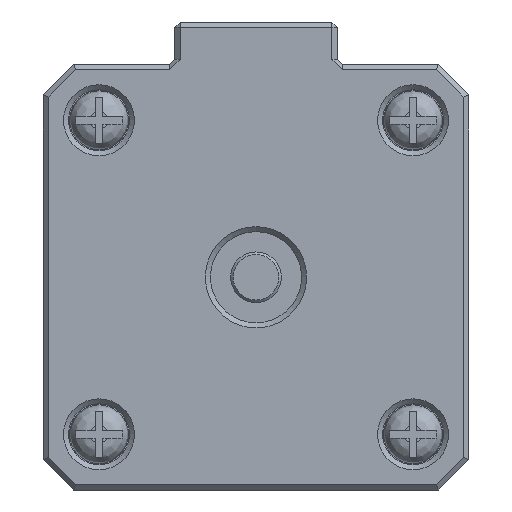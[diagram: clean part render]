
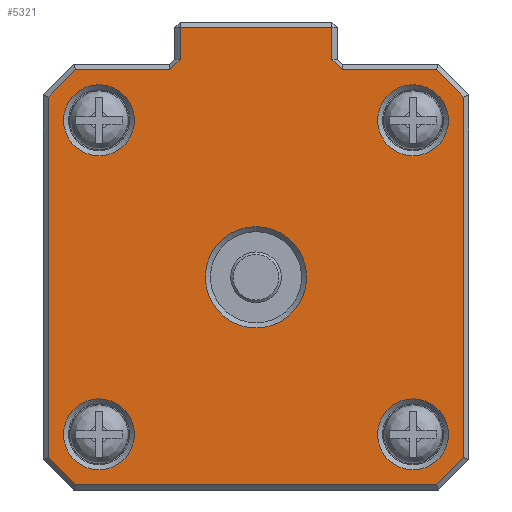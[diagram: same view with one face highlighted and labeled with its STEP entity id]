
A CAD part, front view. The second image highlights one B-rep face of the part: STEP entity #5321.
In plain terms, the highlighted planar face has unit normal (0, -1, 0).
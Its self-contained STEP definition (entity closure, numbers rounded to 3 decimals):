
#325=FACE_BOUND('',#1038,.T.);
#326=FACE_BOUND('',#1039,.T.);
#327=FACE_BOUND('',#1040,.T.);
#328=FACE_BOUND('',#1041,.T.);
#329=FACE_BOUND('',#1042,.T.);
#442=CIRCLE('',#5958,5.);
#443=CIRCLE('',#5959,3.5);
#444=CIRCLE('',#5960,3.5);
#445=CIRCLE('',#5961,3.5);
#446=CIRCLE('',#5962,3.5);
#687=FACE_OUTER_BOUND('',#1037,.T.);
#1037=EDGE_LOOP('',(#4096,#4097,#4098,#4099,#4100,#4101,#4102,#4103,#4104,
#4105,#4106,#4107,#4108,#4109));
#1038=EDGE_LOOP('',(#4110));
#1039=EDGE_LOOP('',(#4111));
#1040=EDGE_LOOP('',(#4112));
#1041=EDGE_LOOP('',(#4113));
#1042=EDGE_LOOP('',(#4114));
#1475=LINE('',#8518,#1979);
#1476=LINE('',#8520,#1980);
#1477=LINE('',#8522,#1981);
#1478=LINE('',#8524,#1982);
#1479=LINE('',#8526,#1983);
#1480=LINE('',#8528,#1984);
#1481=LINE('',#8530,#1985);
#1482=LINE('',#8532,#1986);
#1483=LINE('',#8534,#1987);
#1484=LINE('',#8536,#1988);
#1485=LINE('',#8538,#1989);
#1486=LINE('',#8540,#1990);
#1487=LINE('',#8542,#1991);
#1488=LINE('',#8543,#1992);
#1979=VECTOR('',#6986,3.828);
#1980=VECTOR('',#6987,35.586);
#1981=VECTOR('',#6988,3.828);
#1982=VECTOR('',#6989,35.586);
#1983=VECTOR('',#6990,3.828);
#1984=VECTOR('',#6991,35.586);
#1985=VECTOR('',#6992,3.828);
#1986=VECTOR('',#6993,9.293);
#1987=VECTOR('',#6994,0.707);
#1988=VECTOR('',#6995,3.2);
#1989=VECTOR('',#6996,15.);
#1990=VECTOR('',#6997,3.2);
#1991=VECTOR('',#6998,0.707);
#1992=VECTOR('',#6999,9.293);
#2443=VERTEX_POINT('',#8516);
#2444=VERTEX_POINT('',#8517);
#2445=VERTEX_POINT('',#8519);
#2446=VERTEX_POINT('',#8521);
#2447=VERTEX_POINT('',#8523);
#2448=VERTEX_POINT('',#8525);
#2449=VERTEX_POINT('',#8527);
#2450=VERTEX_POINT('',#8529);
#2451=VERTEX_POINT('',#8531);
#2452=VERTEX_POINT('',#8533);
#2453=VERTEX_POINT('',#8535);
#2454=VERTEX_POINT('',#8537);
#2455=VERTEX_POINT('',#8539);
#2456=VERTEX_POINT('',#8541);
#2457=VERTEX_POINT('',#8544);
#2458=VERTEX_POINT('',#8546);
#2459=VERTEX_POINT('',#8548);
#2460=VERTEX_POINT('',#8550);
#2461=VERTEX_POINT('',#8552);
#3033=EDGE_CURVE('',#2443,#2444,#1475,.T.);
#3034=EDGE_CURVE('',#2444,#2445,#1476,.T.);
#3035=EDGE_CURVE('',#2445,#2446,#1477,.T.);
#3036=EDGE_CURVE('',#2446,#2447,#1478,.T.);
#3037=EDGE_CURVE('',#2447,#2448,#1479,.T.);
#3038=EDGE_CURVE('',#2448,#2449,#1480,.T.);
#3039=EDGE_CURVE('',#2449,#2450,#1481,.T.);
#3040=EDGE_CURVE('',#2450,#2451,#1482,.T.);
#3041=EDGE_CURVE('',#2452,#2451,#1483,.T.);
#3042=EDGE_CURVE('',#2452,#2453,#1484,.T.);
#3043=EDGE_CURVE('',#2453,#2454,#1485,.T.);
#3044=EDGE_CURVE('',#2454,#2455,#1486,.T.);
#3045=EDGE_CURVE('',#2456,#2455,#1487,.T.);
#3046=EDGE_CURVE('',#2456,#2443,#1488,.T.);
#3047=EDGE_CURVE('',#2457,#2457,#442,.F.);
#3048=EDGE_CURVE('',#2458,#2458,#443,.F.);
#3049=EDGE_CURVE('',#2459,#2459,#444,.F.);
#3050=EDGE_CURVE('',#2460,#2460,#445,.F.);
#3051=EDGE_CURVE('',#2461,#2461,#446,.F.);
#4096=ORIENTED_EDGE('',*,*,#3033,.T.);
#4097=ORIENTED_EDGE('',*,*,#3034,.T.);
#4098=ORIENTED_EDGE('',*,*,#3035,.T.);
#4099=ORIENTED_EDGE('',*,*,#3036,.T.);
#4100=ORIENTED_EDGE('',*,*,#3037,.T.);
#4101=ORIENTED_EDGE('',*,*,#3038,.T.);
#4102=ORIENTED_EDGE('',*,*,#3039,.T.);
#4103=ORIENTED_EDGE('',*,*,#3040,.T.);
#4104=ORIENTED_EDGE('',*,*,#3041,.F.);
#4105=ORIENTED_EDGE('',*,*,#3042,.T.);
#4106=ORIENTED_EDGE('',*,*,#3043,.T.);
#4107=ORIENTED_EDGE('',*,*,#3044,.T.);
#4108=ORIENTED_EDGE('',*,*,#3045,.F.);
#4109=ORIENTED_EDGE('',*,*,#3046,.T.);
#4110=ORIENTED_EDGE('',*,*,#3047,.T.);
#4111=ORIENTED_EDGE('',*,*,#3048,.T.);
#4112=ORIENTED_EDGE('',*,*,#3049,.T.);
#4113=ORIENTED_EDGE('',*,*,#3050,.T.);
#4114=ORIENTED_EDGE('',*,*,#3051,.T.);
#5032=PLANE('',#5957);
#5321=ADVANCED_FACE('',(#687,#325,#326,#327,#328,#329),#5032,.T.);
#5957=AXIS2_PLACEMENT_3D('',#8515,#6984,#6985);
#5958=AXIS2_PLACEMENT_3D('',#8545,#7000,#7001);
#5959=AXIS2_PLACEMENT_3D('',#8547,#7002,#7003);
#5960=AXIS2_PLACEMENT_3D('',#8549,#7004,#7005);
#5961=AXIS2_PLACEMENT_3D('',#8551,#7006,#7007);
#5962=AXIS2_PLACEMENT_3D('',#8553,#7008,#7009);
#6984=DIRECTION('center_axis',(0.,-1.,0.));
#6985=DIRECTION('ref_axis',(0.,0.,-1.));
#6986=DIRECTION('',(-0.707,0.,-0.707));
#6987=DIRECTION('',(0.,0.,-1.));
#6988=DIRECTION('',(0.707,0.,-0.707));
#6989=DIRECTION('',(1.,0.,0.));
#6990=DIRECTION('',(0.707,0.,0.707));
#6991=DIRECTION('',(0.,0.,1.));
#6992=DIRECTION('',(-0.707,0.,0.707));
#6993=DIRECTION('',(-1.,0.,0.));
#6994=DIRECTION('',(0.707,0.,-0.707));
#6995=DIRECTION('',(0.,0.,1.));
#6996=DIRECTION('',(-1.,0.,0.));
#6997=DIRECTION('',(0.,0.,-1.));
#6998=DIRECTION('',(0.707,0.,0.707));
#6999=DIRECTION('',(-1.,0.,0.));
#7000=DIRECTION('center_axis',(0.,-1.,0.));
#7001=DIRECTION('ref_axis',(0.,0.,-1.));
#7002=DIRECTION('center_axis',(0.,-1.,0.));
#7003=DIRECTION('ref_axis',(0.,0.,-1.));
#7004=DIRECTION('center_axis',(0.,-1.,0.));
#7005=DIRECTION('ref_axis',(0.,0.,-1.));
#7006=DIRECTION('center_axis',(0.,-1.,0.));
#7007=DIRECTION('ref_axis',(0.,0.,-1.));
#7008=DIRECTION('center_axis',(0.,-1.,0.));
#7009=DIRECTION('ref_axis',(0.,0.,-1.));
#8515=CARTESIAN_POINT('Origin',(21.,0.,-21.));
#8516=CARTESIAN_POINT('',(-17.793,0.,20.5));
#8517=CARTESIAN_POINT('',(-20.5,0.,17.793));
#8518=CARTESIAN_POINT('',(-17.793,0.,20.5));
#8519=CARTESIAN_POINT('',(-20.5,0.,-17.793));
#8520=CARTESIAN_POINT('',(-20.5,0.,17.793));
#8521=CARTESIAN_POINT('',(-17.793,0.,-20.5));
#8522=CARTESIAN_POINT('',(-20.5,0.,-17.793));
#8523=CARTESIAN_POINT('',(17.793,0.,-20.5));
#8524=CARTESIAN_POINT('',(-17.793,0.,-20.5));
#8525=CARTESIAN_POINT('',(20.5,0.,-17.793));
#8526=CARTESIAN_POINT('',(17.793,0.,-20.5));
#8527=CARTESIAN_POINT('',(20.5,0.,17.793));
#8528=CARTESIAN_POINT('',(20.5,0.,-17.793));
#8529=CARTESIAN_POINT('',(17.793,0.,20.5));
#8530=CARTESIAN_POINT('',(20.5,0.,17.793));
#8531=CARTESIAN_POINT('',(8.5,0.,20.5));
#8532=CARTESIAN_POINT('',(17.793,0.,20.5));
#8533=CARTESIAN_POINT('',(7.5,0.,21.5));
#8534=CARTESIAN_POINT('',(8.,0.,21.));
#8535=CARTESIAN_POINT('',(7.5,0.,24.7));
#8536=CARTESIAN_POINT('',(7.5,0.,21.5));
#8537=CARTESIAN_POINT('',(-7.5,0.,24.7));
#8538=CARTESIAN_POINT('',(7.5,0.,24.7));
#8539=CARTESIAN_POINT('',(-7.5,0.,21.5));
#8540=CARTESIAN_POINT('',(-7.5,0.,24.7));
#8541=CARTESIAN_POINT('',(-8.5,0.,20.5));
#8542=CARTESIAN_POINT('',(-8.,0.,21.));
#8543=CARTESIAN_POINT('',(-8.5,0.,20.5));
#8544=CARTESIAN_POINT('',(0.,0.,5.));
#8545=CARTESIAN_POINT('Origin',(0.,0.,0.));
#8546=CARTESIAN_POINT('',(-15.5,0.,19.));
#8547=CARTESIAN_POINT('Origin',(-15.5,0.,15.5));
#8548=CARTESIAN_POINT('',(15.5,0.,19.));
#8549=CARTESIAN_POINT('Origin',(15.5,0.,15.5));
#8550=CARTESIAN_POINT('',(15.5,0.,-12.));
#8551=CARTESIAN_POINT('Origin',(15.5,0.,-15.5));
#8552=CARTESIAN_POINT('',(-15.5,0.,-12.));
#8553=CARTESIAN_POINT('Origin',(-15.5,0.,-15.5));
